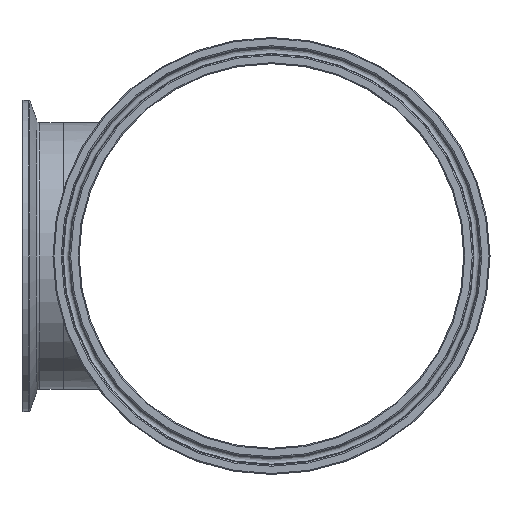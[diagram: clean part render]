
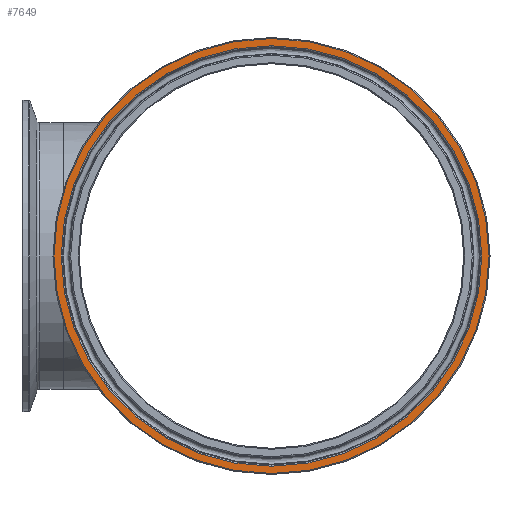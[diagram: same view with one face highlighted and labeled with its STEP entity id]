
A CAD part, left-side view. The second image highlights one B-rep face of the part: STEP entity #7649.
In plain terms, the highlighted planar face has unit normal (-1, 0, 0).
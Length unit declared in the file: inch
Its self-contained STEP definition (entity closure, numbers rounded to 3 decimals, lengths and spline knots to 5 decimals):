
#119=FACE_BOUND('',#1971,.T.);
#120=FACE_BOUND('',#1972,.T.);
#307=CIRCLE('',#8104,3.27);
#310=CIRCLE('',#8109,3.16059);
#1062=PLANE('',#8108);
#1971=EDGE_LOOP('',(#7038));
#1972=EDGE_LOOP('',(#7039));
#3795=VERTEX_POINT('',#16498);
#3798=VERTEX_POINT('',#16506);
#4890=EDGE_CURVE('',#3795,#3795,#307,.T.);
#4893=EDGE_CURVE('',#3798,#3798,#310,.T.);
#7038=ORIENTED_EDGE('',*,*,#4893,.F.);
#7039=ORIENTED_EDGE('',*,*,#4890,.F.);
#7649=ADVANCED_FACE('',(#119,#120),#1062,.T.);
#8104=AXIS2_PLACEMENT_3D('',#16499,#9501,#9502);
#8108=AXIS2_PLACEMENT_3D('',#16505,#9509,#9510);
#8109=AXIS2_PLACEMENT_3D('',#16507,#9511,#9512);
#9501=DIRECTION('center_axis',(1.,0.,0.));
#9502=DIRECTION('ref_axis',(0.,-1.,0.));
#9509=DIRECTION('center_axis',(-1.,0.,0.));
#9510=DIRECTION('ref_axis',(0.,0.,1.));
#9511=DIRECTION('center_axis',(-1.,0.,0.));
#9512=DIRECTION('ref_axis',(0.,-1.,0.));
#16498=CARTESIAN_POINT('',(-7.125,3.27,0.));
#16499=CARTESIAN_POINT('Origin',(-7.125,0.,0.));
#16505=CARTESIAN_POINT('Origin',(-7.125,3.03216,0.));
#16506=CARTESIAN_POINT('',(-7.125,3.16059,0.));
#16507=CARTESIAN_POINT('Origin',(-7.125,0.,0.));
